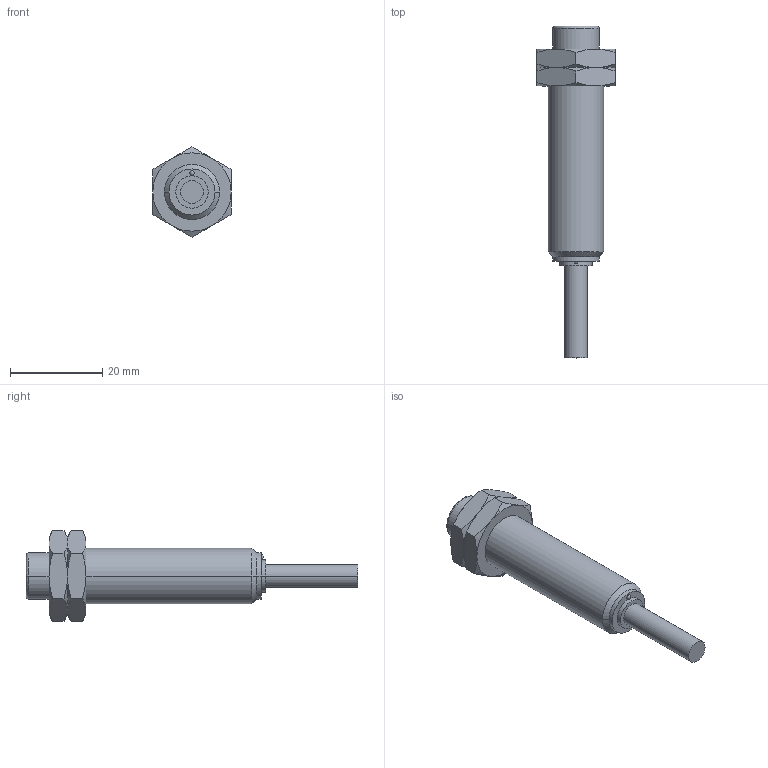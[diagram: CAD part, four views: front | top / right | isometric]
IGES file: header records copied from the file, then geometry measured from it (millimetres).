
Start section:  PTC IGES file: dw-ad-713-m12.igs
Global section: file name: dw-ad-713-m12.igs; native system:  by Parametric Technology Corporation; preprocessor: 2010230; organization: Unknown; date: 20110316.083442; units: millimetre
Bounding box: 17 x 72 x 19.63 mm (x, y, z)
Volume: 7040.1 mm3; surface area: 2875.7 mm2
Topology: 1 solids, 1 shells, 61 faces, 126 edges, 70 vertices
Faces by surface type: revolution 43, bspline 18
